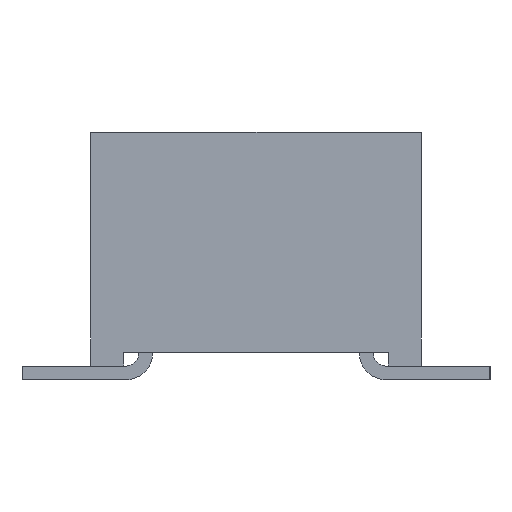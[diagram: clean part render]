
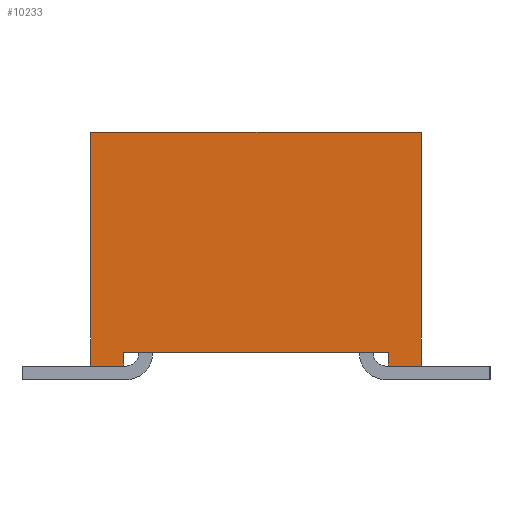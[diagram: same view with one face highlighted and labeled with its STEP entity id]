
A CAD part, left-side view. The second image highlights one B-rep face of the part: STEP entity #10233.
In plain terms, the highlighted planar face has unit normal (-1, 0, 0).
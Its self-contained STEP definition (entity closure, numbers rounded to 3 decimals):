
#10233 = ADVANCED_FACE('',(#10234),#10300,.F.);
#10234 = FACE_BOUND('',#10235,.T.);
#10235 = EDGE_LOOP('',(#10236,#10246,#10254,#10262,#10270,#10278,#10286,
    #10294));
#10236 = ORIENTED_EDGE('',*,*,#10237,.T.);
#10237 = EDGE_CURVE('',#10238,#10240,#10242,.T.);
#10238 = VERTEX_POINT('',#10239);
#10239 = CARTESIAN_POINT('',(-24.346,-1.219,0.277));
#10240 = VERTEX_POINT('',#10241);
#10241 = CARTESIAN_POINT('',(-24.346,-1.219,0.15));
#10242 = LINE('',#10243,#10244);
#10243 = CARTESIAN_POINT('',(-24.346,-1.219,0.277));
#10244 = VECTOR('',#10245,1.);
#10245 = DIRECTION('',(0.,0.,-1.));
#10246 = ORIENTED_EDGE('',*,*,#10247,.T.);
#10247 = EDGE_CURVE('',#10240,#10248,#10250,.T.);
#10248 = VERTEX_POINT('',#10249);
#10249 = CARTESIAN_POINT('',(-24.346,-1.524,0.15));
#10250 = LINE('',#10251,#10252);
#10251 = CARTESIAN_POINT('',(-24.346,1.524,0.15));
#10252 = VECTOR('',#10253,1.);
#10253 = DIRECTION('',(0.,-1.,0.));
#10254 = ORIENTED_EDGE('',*,*,#10255,.F.);
#10255 = EDGE_CURVE('',#10256,#10248,#10258,.T.);
#10256 = VERTEX_POINT('',#10257);
#10257 = CARTESIAN_POINT('',(-24.346,-1.524,2.309));
#10258 = LINE('',#10259,#10260);
#10259 = CARTESIAN_POINT('',(-24.346,-1.524,2.309));
#10260 = VECTOR('',#10261,1.);
#10261 = DIRECTION('',(0.,0.,-1.));
#10262 = ORIENTED_EDGE('',*,*,#10263,.F.);
#10263 = EDGE_CURVE('',#10264,#10256,#10266,.T.);
#10264 = VERTEX_POINT('',#10265);
#10265 = CARTESIAN_POINT('',(-24.346,1.524,2.309));
#10266 = LINE('',#10267,#10268);
#10267 = CARTESIAN_POINT('',(-24.346,1.524,2.309));
#10268 = VECTOR('',#10269,1.);
#10269 = DIRECTION('',(0.,-1.,0.));
#10270 = ORIENTED_EDGE('',*,*,#10271,.T.);
#10271 = EDGE_CURVE('',#10264,#10272,#10274,.T.);
#10272 = VERTEX_POINT('',#10273);
#10273 = CARTESIAN_POINT('',(-24.346,1.524,0.15));
#10274 = LINE('',#10275,#10276);
#10275 = CARTESIAN_POINT('',(-24.346,1.524,2.309));
#10276 = VECTOR('',#10277,1.);
#10277 = DIRECTION('',(0.,0.,-1.));
#10278 = ORIENTED_EDGE('',*,*,#10279,.T.);
#10279 = EDGE_CURVE('',#10272,#10280,#10282,.T.);
#10280 = VERTEX_POINT('',#10281);
#10281 = CARTESIAN_POINT('',(-24.346,1.219,0.15));
#10282 = LINE('',#10283,#10284);
#10283 = CARTESIAN_POINT('',(-24.346,1.524,0.15));
#10284 = VECTOR('',#10285,1.);
#10285 = DIRECTION('',(0.,-1.,0.));
#10286 = ORIENTED_EDGE('',*,*,#10287,.T.);
#10287 = EDGE_CURVE('',#10280,#10288,#10290,.T.);
#10288 = VERTEX_POINT('',#10289);
#10289 = CARTESIAN_POINT('',(-24.346,1.219,0.277));
#10290 = LINE('',#10291,#10292);
#10291 = CARTESIAN_POINT('',(-24.346,1.219,0.023));
#10292 = VECTOR('',#10293,1.);
#10293 = DIRECTION('',(0.,0.,1.));
#10294 = ORIENTED_EDGE('',*,*,#10295,.T.);
#10295 = EDGE_CURVE('',#10288,#10238,#10296,.T.);
#10296 = LINE('',#10297,#10298);
#10297 = CARTESIAN_POINT('',(-24.346,1.219,0.277));
#10298 = VECTOR('',#10299,1.);
#10299 = DIRECTION('',(0.,-1.,0.));
#10300 = PLANE('',#10301);
#10301 = AXIS2_PLACEMENT_3D('',#10302,#10303,#10304);
#10302 = CARTESIAN_POINT('',(-24.346,1.524,2.309));
#10303 = DIRECTION('',(1.,0.,0.));
#10304 = DIRECTION('',(0.,1.,0.));
